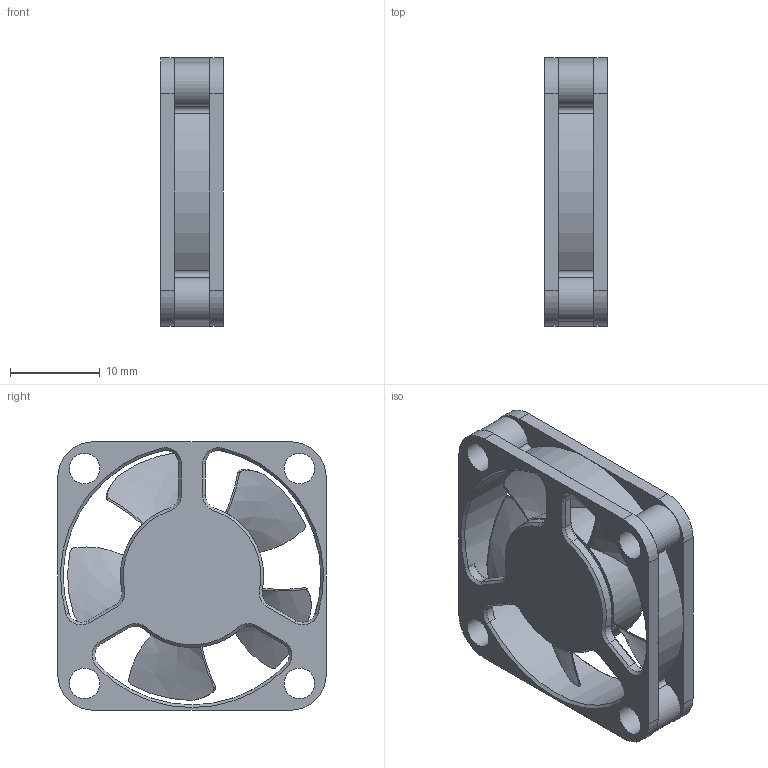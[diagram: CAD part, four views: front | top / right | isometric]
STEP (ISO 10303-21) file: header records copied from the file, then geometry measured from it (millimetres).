
FILE_DESCRIPTION(/* description */ (''),/* implementation_level */ '2;1');
FILE_NAME(/* name */ 'Fan 30mm.step',/* time_stamp */ '2020-02-28T00:34:39-03:00',/* author */ (''),/* organization */ (''),/* preprocessor_version */ 'ST-DEVELOPER v18',/* originating_system */ 'Autodesk Translation Framework v8.12.0.6',/* authorisation */ '');
FILE_SCHEMA (('AUTOMOTIVE_DESIGN { 1 0 10303 214 3 1 1 }'));
Length unit declared in the file: millimetre
Products named in the file (2): Fan 30mm; Component1
Assembly tree (1 placements, depth 2):
  Fan 30mm
    Component1
Bounding box: 7 x 30 x 30 mm (x, y, z)
Volume: 1967.9 mm3; surface area: 4305.4 mm2
Topology: 2 solids, 2 shells, 161 faces, 428 edges, 270 vertices
Faces by surface type: cylinder 50, plane 45, cone 34, bspline 30, torus 2
Full cylindrical faces by diameter (mm): 3.4 x4, 13 x1, 28.8 x1
Entity records: 5957 total; most frequent: CARTESIAN_POINT 1894, ORIENTED_EDGE 856, DIRECTION 849, EDGE_CURVE 428, AXIS2_PLACEMENT_3D 348, VERTEX_POINT 270, CIRCLE 199, EDGE_LOOP 174
